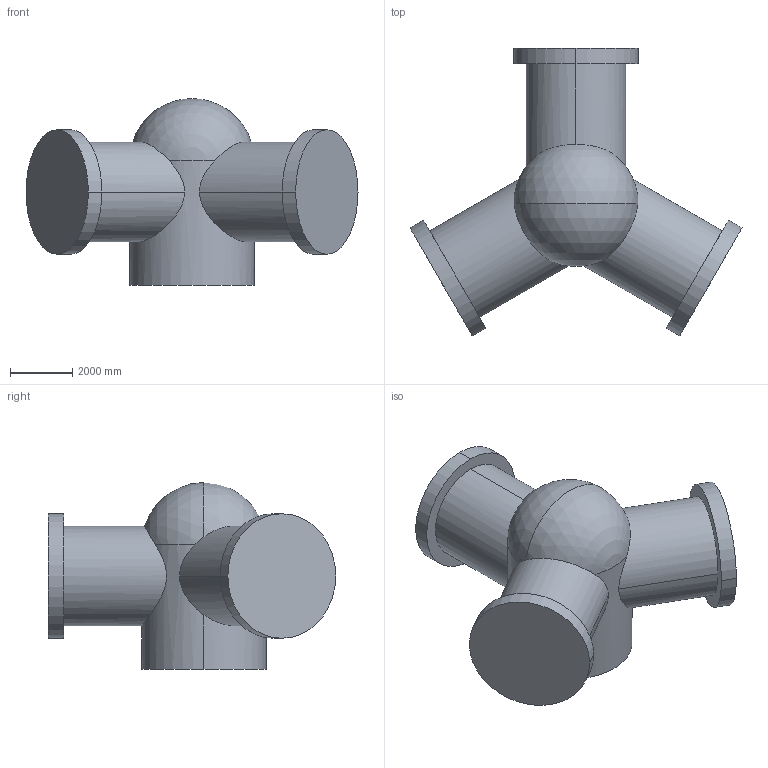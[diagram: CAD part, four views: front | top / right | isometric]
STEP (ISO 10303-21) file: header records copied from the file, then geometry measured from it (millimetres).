
FILE_DESCRIPTION (( 'STEP AP203' ), '1' );
FILE_NAME ('Nabe.step', '2022-07-12T13:38:48', ( '' ), ( '' ), 'SwSTEP 2.0', 'SolidWorks 2021', '' );
FILE_SCHEMA (( 'CONFIG_CONTROL_DESIGN' ));
Length unit declared in the file: millimetre
Products named in the file (1): Nabe
Bounding box: 10660.25 x 9232.05 x 6000 mm (x, y, z)
Volume: 150514742939.6 mm3; surface area: 218393090.5 mm2
Topology: 1 solids, 1 shells, 23 faces, 57 edges, 38 vertices
Faces by surface type: cylinder 14, plane 7, sphere 2
Entity records: 1760 total; most frequent: CARTESIAN_POINT 1149, DIRECTION 112, ORIENTED_EDGE 110, EDGE_CURVE 55, AXIS2_PLACEMENT_3D 49, VERTEX_POINT 37, EDGE_LOOP 26, CIRCLE 25
